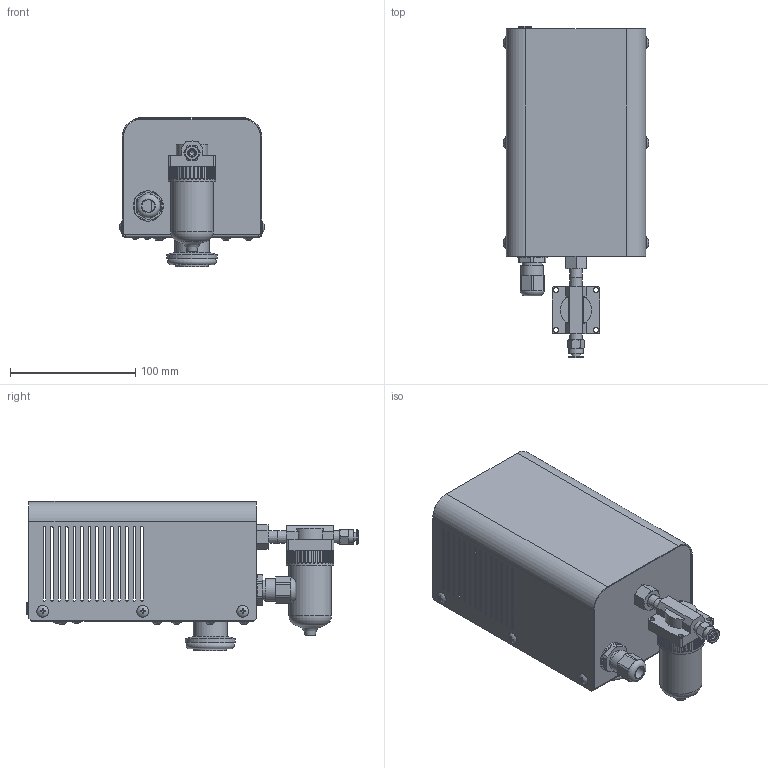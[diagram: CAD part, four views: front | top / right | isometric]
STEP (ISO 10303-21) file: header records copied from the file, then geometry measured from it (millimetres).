
FILE_DESCRIPTION((''),'2;1');
FILE_NAME('B-Unit_TypeBT.stp','2015-06-16T16:47:15',('uj23342'),(''),'Autodesk Inventor 2010','Autodesk Inventor 2010','');
FILE_SCHEMA(('CONFIG_CONTROL_DESIGN'));
Length unit declared in the file: millimetre
Products named in the file (1): B-Unit_TypeBT
Bounding box: 116.51 x 265.53 x 119.2 mm (x, y, z)
Volume: 222785.2 mm3; surface area: 237725.9 mm2
Topology: 39 solids, 39 shells, 799 faces, 2192 edges, 1540 vertices
Faces by surface type: plane 425, cylinder 269, cone 56, sphere 32, torus 15, bspline 2
Full cylindrical faces by diameter (mm): 1.5 x19, 2 x1, 3 x2, 3.242 x18, 3.4 x2, 3.75 x1, 4 x18, 5 x10, 5.5 x6, 6 x3, 6.167 x1, 6.85 x1, 6.9 x2, 7 x2, 7.8 x1, 8 x2, 9.4 x14, 9.7 x1, 9.88 x2, 10 x3, 10.5 x4, 11.5 x3, 12 x2, 12.4 x1, 12.5 x1, 14 x3, 14.3 x1, 15.4 x1, 16 x4, 16.2 x1
Entity records: 26206 total; most frequent: CARTESIAN_POINT 5927, DIRECTION 4140, ORIENTED_EDGE 3880, EDGE_CURVE 1940, AXIS2_PLACEMENT_3D 1622, VERTEX_POINT 1479, EDGE_LOOP 1251, VECTOR 896
